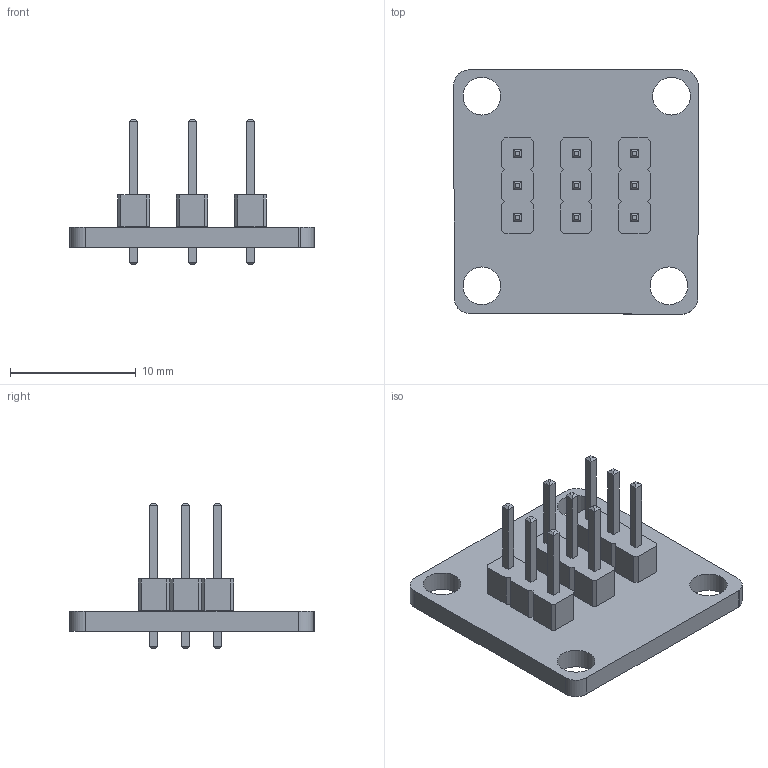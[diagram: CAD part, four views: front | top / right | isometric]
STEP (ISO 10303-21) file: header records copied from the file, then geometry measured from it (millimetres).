
FILE_DESCRIPTION(('KiCad electronic assembly'),'2;1');
FILE_NAME('protorack-A-empty.step','2025-02-01T10:39:11',('Pcbnew'),( 'Kicad'),'Open CASCADE STEP processor 7.8','KiCad to STEP converter' ,'Unknown');
FILE_SCHEMA(('AUTOMOTIVE_DESIGN { 1 0 10303 214 1 1 1 1 }'));
Length unit declared in the file: millimetre
Products named in the file (4): protorack-A-empty 1; PinHeader_1x03_P2.54mm_Vertical; PinHeader_1x03_P254mm_Vertical; protorack-A-empty_PCB
Assembly tree (5 placements, depth 3):
  protorack-A-empty 1
    PinHeader_1x03_P2.54mm_Vertical  x3
      PinHeader_1x03_P254mm_Vertical
    protorack-A-empty_PCB
Bounding box: 19.48 x 19.47 x 11.54 mm (x, y, z)
Volume: 723 mm3; surface area: 1381.5 mm2
Topology: 4 solids, 4 shells, 254 faces, 612 edges, 384 vertices
Faces by surface type: plane 237, cylinder 17
Full cylindrical faces by diameter (mm): 1 x9, 3 x4
Entity records: 3632 total; most frequent: CARTESIAN_POINT 520, ORIENTED_EDGE 504, DIRECTION 502, EDGE_CURVE 252, LINE 218, VECTOR 218, VERTEX_POINT 160, AXIS2_PLACEMENT_3D 142
